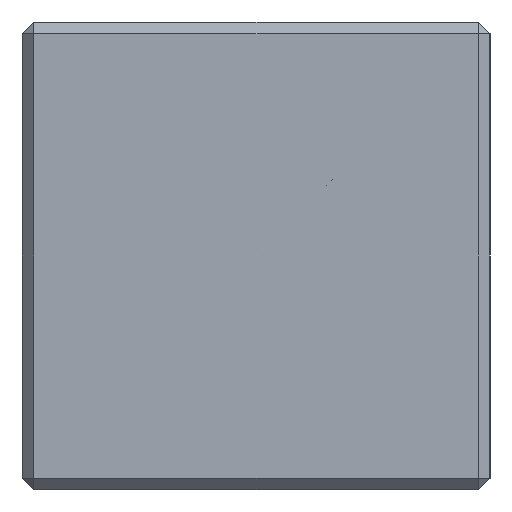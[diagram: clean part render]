
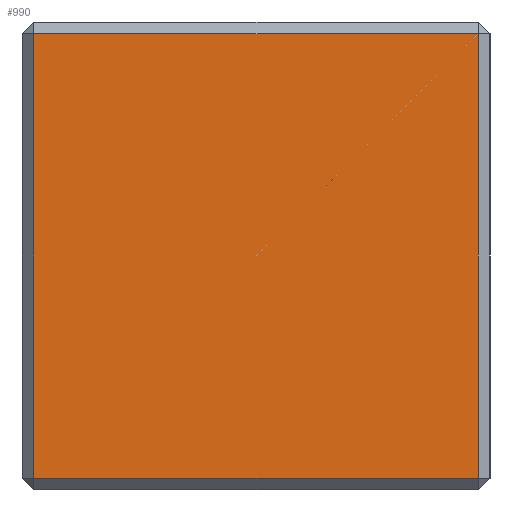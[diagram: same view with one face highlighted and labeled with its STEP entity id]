
A CAD part, left-side view. The second image highlights one B-rep face of the part: STEP entity #990.
In plain terms, the highlighted planar face has unit normal (-1, 0, 0).
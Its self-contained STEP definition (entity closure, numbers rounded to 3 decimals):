
#52=PLANE('',#1084);
#122=FACE_OUTER_BOUND('',#191,.T.);
#191=EDGE_LOOP('',(#859,#860,#861,#862));
#280=LINE('',#1559,#396);
#286=LINE('',#1570,#402);
#296=LINE('',#1589,#412);
#299=LINE('',#1594,#415);
#396=VECTOR('',#1270,10.);
#402=VECTOR('',#1282,10.);
#412=VECTOR('',#1302,10.);
#415=VECTOR('',#1309,10.);
#514=VERTEX_POINT('',#1534);
#519=VERTEX_POINT('',#1553);
#522=VERTEX_POINT('',#1565);
#525=VERTEX_POINT('',#1583);
#626=EDGE_CURVE('',#519,#514,#280,.T.);
#632=EDGE_CURVE('',#514,#522,#286,.T.);
#642=EDGE_CURVE('',#525,#519,#296,.T.);
#645=EDGE_CURVE('',#522,#525,#299,.T.);
#859=ORIENTED_EDGE('',*,*,#626,.F.);
#860=ORIENTED_EDGE('',*,*,#642,.F.);
#861=ORIENTED_EDGE('',*,*,#645,.F.);
#862=ORIENTED_EDGE('',*,*,#632,.F.);
#990=ADVANCED_FACE('',(#122),#52,.T.);
#1084=AXIS2_PLACEMENT_3D('',#1601,#1319,#1320);
#1270=DIRECTION('',(0.,1.,0.));
#1282=DIRECTION('',(0.,0.,1.));
#1302=DIRECTION('',(0.,0.,-1.));
#1309=DIRECTION('',(0.,-1.,0.));
#1319=DIRECTION('center_axis',(-1.,0.,0.));
#1320=DIRECTION('ref_axis',(0.,-1.,0.));
#1534=CARTESIAN_POINT('',(0.,15.6,0.4));
#1553=CARTESIAN_POINT('',(0.,0.4,0.4));
#1559=CARTESIAN_POINT('',(0.,12.,0.4));
#1565=CARTESIAN_POINT('',(0.,15.6,15.6));
#1570=CARTESIAN_POINT('',(0.,15.6,0.));
#1583=CARTESIAN_POINT('',(0.,0.4,15.6));
#1589=CARTESIAN_POINT('',(0.,0.4,0.));
#1594=CARTESIAN_POINT('',(0.,12.,15.6));
#1601=CARTESIAN_POINT('Origin',(0.,16.,0.));
